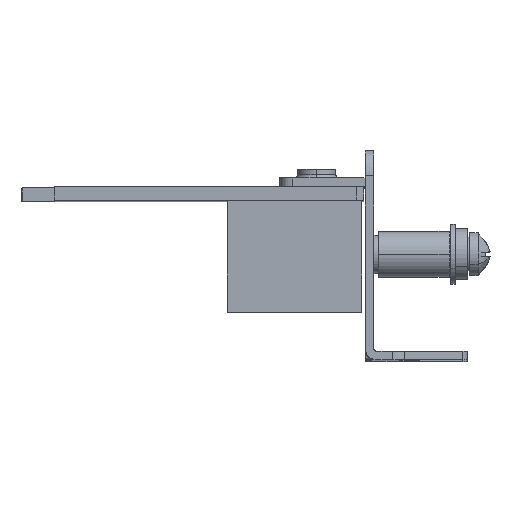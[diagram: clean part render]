
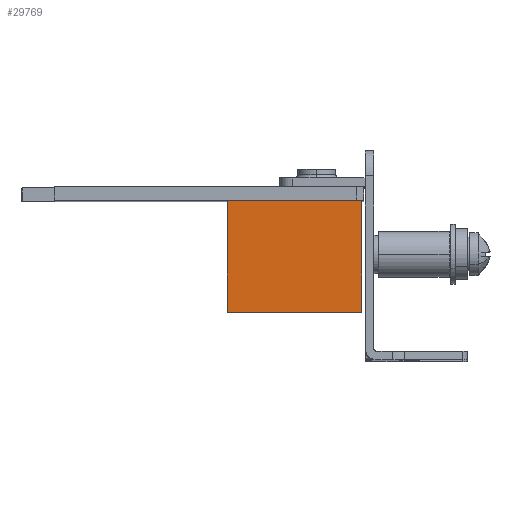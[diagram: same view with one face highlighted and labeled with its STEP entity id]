
A CAD part, top view. The second image highlights one B-rep face of the part: STEP entity #29769.
In plain terms, the highlighted planar face has unit normal (0, 0, 1).
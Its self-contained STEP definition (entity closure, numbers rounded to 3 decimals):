
#29730=DIRECTION('',(0.,1.,0.));
#29731=VECTOR('',#29730,13.1);
#29732=CARTESIAN_POINT('',(-28.15,3.831,42.76));
#29733=LINE('',#29732,#29731);
#29734=DIRECTION('',(1.,0.,0.));
#29735=VECTOR('',#29734,15.75);
#29736=CARTESIAN_POINT('',(-28.15,16.931,42.76));
#29737=LINE('',#29736,#29735);
#29738=DIRECTION('',(0.,-1.,0.));
#29739=VECTOR('',#29738,13.1);
#29740=CARTESIAN_POINT('',(-12.4,16.931,42.76));
#29741=LINE('',#29740,#29739);
#29742=DIRECTION('',(-1.,0.,0.));
#29743=VECTOR('',#29742,15.75);
#29744=CARTESIAN_POINT('',(-12.4,3.831,42.76));
#29745=LINE('',#29744,#29743);
#29746=CARTESIAN_POINT('',(-28.15,16.931,42.76));
#29747=CARTESIAN_POINT('',(-28.15,3.831,42.76));
#29748=VERTEX_POINT('',#29746);
#29749=VERTEX_POINT('',#29747);
#29750=CARTESIAN_POINT('',(-12.4,3.831,42.76));
#29751=VERTEX_POINT('',#29750);
#29752=CARTESIAN_POINT('',(-12.4,16.931,42.76));
#29753=VERTEX_POINT('',#29752);
#29754=CARTESIAN_POINT('',(-29.758,18.275,42.76));
#29755=DIRECTION('',(0.,0.,1.));
#29756=DIRECTION('',(1.,0.,0.));
#29757=AXIS2_PLACEMENT_3D('',#29754,#29755,#29756);
#29758=PLANE('',#29757);
#29760=ORIENTED_EDGE('',*,*,#29759,.T.);
#29762=ORIENTED_EDGE('',*,*,#29761,.T.);
#29764=ORIENTED_EDGE('',*,*,#29763,.T.);
#29766=ORIENTED_EDGE('',*,*,#29765,.T.);
#29767=EDGE_LOOP('',(#29760,#29762,#29764,#29766));
#29768=FACE_OUTER_BOUND('',#29767,.F.);
#29769=ADVANCED_FACE('',(#29768),#29758,.T.);
#29759=EDGE_CURVE('',#29749,#29748,#29733,.T.);
#29761=EDGE_CURVE('',#29748,#29753,#29737,.T.);
#29763=EDGE_CURVE('',#29753,#29751,#29741,.T.);
#29765=EDGE_CURVE('',#29751,#29749,#29745,.T.);
